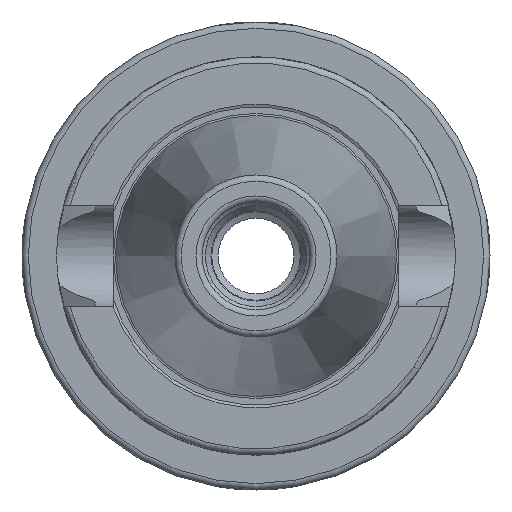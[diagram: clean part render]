
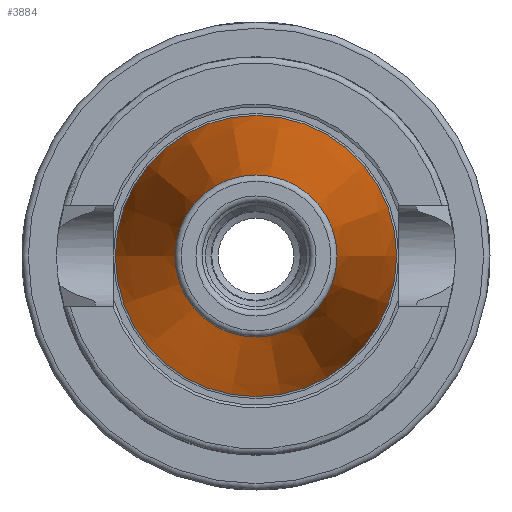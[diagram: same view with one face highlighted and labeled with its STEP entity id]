
A CAD part, left-side view. The second image highlights one B-rep face of the part: STEP entity #3884.
In plain terms, the highlighted conical face has half-angle 8.297 degrees and reference radius 17.519 mm.
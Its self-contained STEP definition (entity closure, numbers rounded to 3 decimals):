
#3850=CARTESIAN_POINT('',(-64.544,12.812,0.0));
#3851=VERTEX_POINT('',#3850);
#3852=CARTESIAN_POINT('',(-64.544,0.0,0.0));
#3853=DIRECTION('',(1.0,0.0,0.0));
#3854=DIRECTION('',(0.0,1.0,0.0));
#3855=AXIS2_PLACEMENT_3D('',#3852,#3853,#3854);
#3856=CIRCLE('',#3855,12.812);
#3857=EDGE_CURVE('',#3851,#3851,#3856,.T.);
#3865=CARTESIAN_POINT('',(-32.272,0.0,0.0));
#3866=DIRECTION('',(1.0,0.0,0.0));
#3867=DIRECTION('',(0.0,1.0,0.0));
#3868=AXIS2_PLACEMENT_3D('',#3865,#3866,#3867);
#3869=CONICAL_SURFACE('',#3868,17.519,8.297);
#3870=CARTESIAN_POINT('',(0.0,22.225,0.0));
#3871=VERTEX_POINT('',#3870);
#3872=CARTESIAN_POINT('',(0.0,0.0,0.0));
#3873=DIRECTION('',(1.0,0.0,0.0));
#3874=DIRECTION('',(0.0,1.0,0.0));
#3875=AXIS2_PLACEMENT_3D('',#3872,#3873,#3874);
#3876=CIRCLE('',#3875,22.225);
#3877=EDGE_CURVE('',#3871,#3871,#3876,.T.);
#3878=ORIENTED_EDGE('',*,*,#3877,.F.);
#3879=EDGE_LOOP('',(#3878));
#3880=FACE_OUTER_BOUND('',#3879,.T.);
#3881=ORIENTED_EDGE('',*,*,#3857,.T.);
#3882=EDGE_LOOP('',(#3881));
#3883=FACE_BOUND('',#3882,.T.);
#3884=ADVANCED_FACE('',(#3880,#3883),#3869,.T.);
